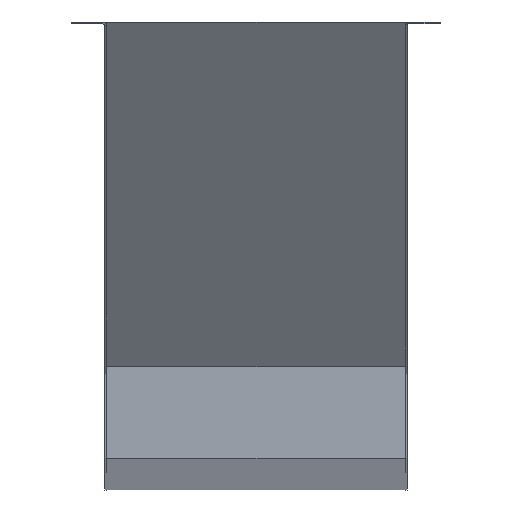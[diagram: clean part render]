
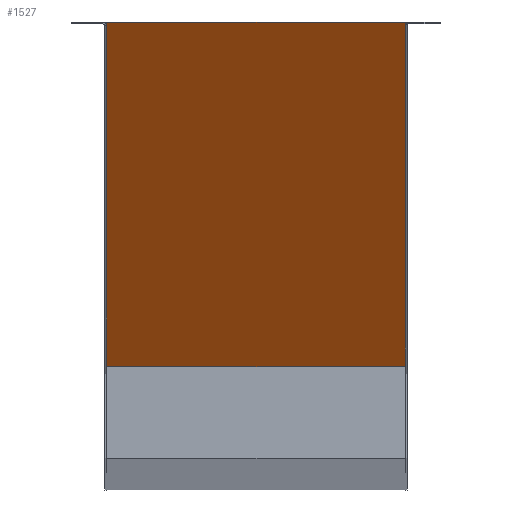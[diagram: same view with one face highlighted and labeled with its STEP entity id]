
A CAD part, left-side view. The second image highlights one B-rep face of the part: STEP entity #1527.
In plain terms, the highlighted planar face has unit normal (-0.819, 0, -0.574).
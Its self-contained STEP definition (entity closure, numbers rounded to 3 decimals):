
#1471=CARTESIAN_POINT('',(-1090.0,0.0,375.));
#1472=VERTEX_POINT('',#1471);
#1479=CARTESIAN_POINT('',(-710.0,0.0,-167.696));
#1480=VERTEX_POINT('',#1479);
#1481=CARTESIAN_POINT('',(-1090.,0.0,375.));
#1482=DIRECTION('',(0.574,0.0,-0.819));
#1483=VECTOR('',#1482,662.51);
#1484=LINE('',#1481,#1483);
#1485=EDGE_CURVE('',#1472,#1480,#1484,.T.);
#1497=CARTESIAN_POINT('',(-1090.0,0.0,375.));
#1498=DIRECTION('',(0.819,0.0,0.574));
#1499=DIRECTION('',(0.574,0.0,-0.819));
#1500=AXIS2_PLACEMENT_3D('',#1497,#1498,#1499);
#1501=PLANE('',#1500);
#1502=CARTESIAN_POINT('',(-710.0,470.0,-167.696));
#1503=VERTEX_POINT('',#1502);
#1504=CARTESIAN_POINT('',(-1090.0,470.0,375.));
#1505=VERTEX_POINT('',#1504);
#1506=CARTESIAN_POINT('',(-710.0,470.0,-167.696));
#1507=DIRECTION('',(-0.574,0.0,0.819));
#1508=VECTOR('',#1507,662.51);
#1509=LINE('',#1506,#1508);
#1510=EDGE_CURVE('',#1503,#1505,#1509,.T.);
#1511=ORIENTED_EDGE('',*,*,#1510,.F.);
#1512=CARTESIAN_POINT('',(-710.0,0.0,-167.696));
#1513=DIRECTION('',(0.0,1.0,0.0));
#1514=VECTOR('',#1513,470.0);
#1515=LINE('',#1512,#1514);
#1516=EDGE_CURVE('',#1480,#1503,#1515,.T.);
#1517=ORIENTED_EDGE('',*,*,#1516,.F.);
#1518=ORIENTED_EDGE('',*,*,#1485,.F.);
#1519=CARTESIAN_POINT('',(-1090.0,0.0,375.));
#1520=DIRECTION('',(0.0,1.0,0.0));
#1521=VECTOR('',#1520,470.0);
#1522=LINE('',#1519,#1521);
#1523=EDGE_CURVE('',#1472,#1505,#1522,.T.);
#1524=ORIENTED_EDGE('',*,*,#1523,.T.);
#1525=EDGE_LOOP('',(#1511,#1517,#1518,#1524));
#1526=FACE_OUTER_BOUND('',#1525,.T.);
#1527=ADVANCED_FACE('',(#1526),#1501,.F.);
